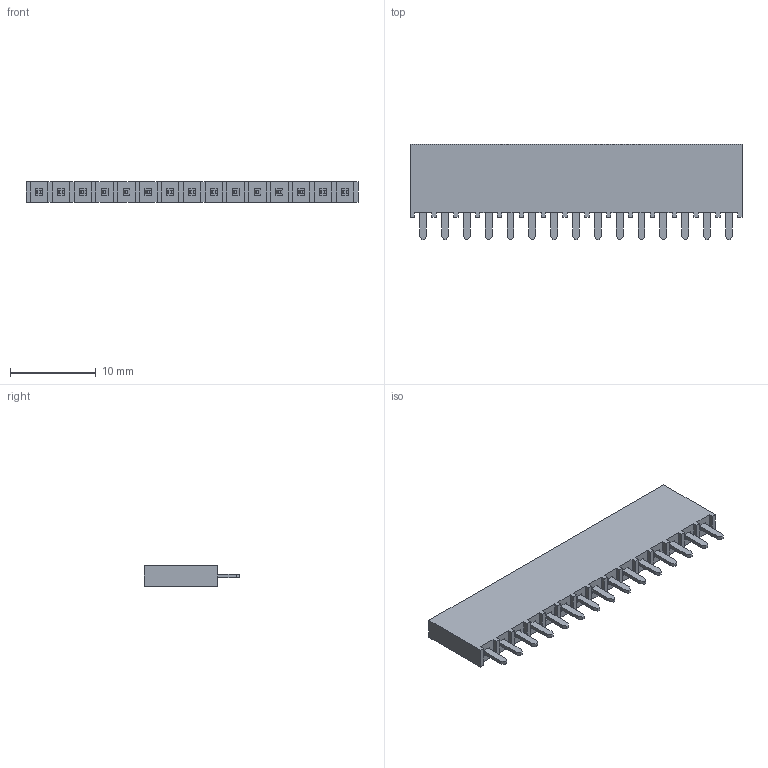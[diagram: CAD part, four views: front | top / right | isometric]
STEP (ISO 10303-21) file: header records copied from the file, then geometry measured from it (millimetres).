
FILE_DESCRIPTION( ( 'STEP AP214' ), '1' );
FILE_NAME( 'SSW-115-01-T-S-005.stp', '2019-10-23T16:46:09', ( '' ), ( '' ), ' ', 'PARTsolutions', ' ' );
FILE_SCHEMA( ( 'AUTOMOTIVE_DESIGN { 1 0 10303 214 1 1 1 1 }' ) );
Length unit declared in the file: inch
Products named in the file (3): SSW-115-01-T-S-005; _T1SSW-115-01-T-S-005; _P2SSW-115-01-T-S-005
Assembly tree (2 placements, depth 2):
  SSW-115-01-T-S-005
    _T1SSW-115-01-T-S-005
    _P2SSW-115-01-T-S-005
Bounding box: 38.61 x 11.15 x 2.41 mm (x, y, z)
Volume: 707.5 mm3; surface area: 1446.9 mm2
Topology: 2 solids, 2 shells, 238 faces, 654 edges, 436 vertices
Faces by surface type: plane 238
Entity records: 9412 total; most frequent: CARTESIAN_POINT 1331, ORIENTED_EDGE 1308, DIRECTION 1136, EDGE_CURVE 654, LINE 654, VECTOR 654, VERTEX_POINT 436, EDGE_LOOP 282
